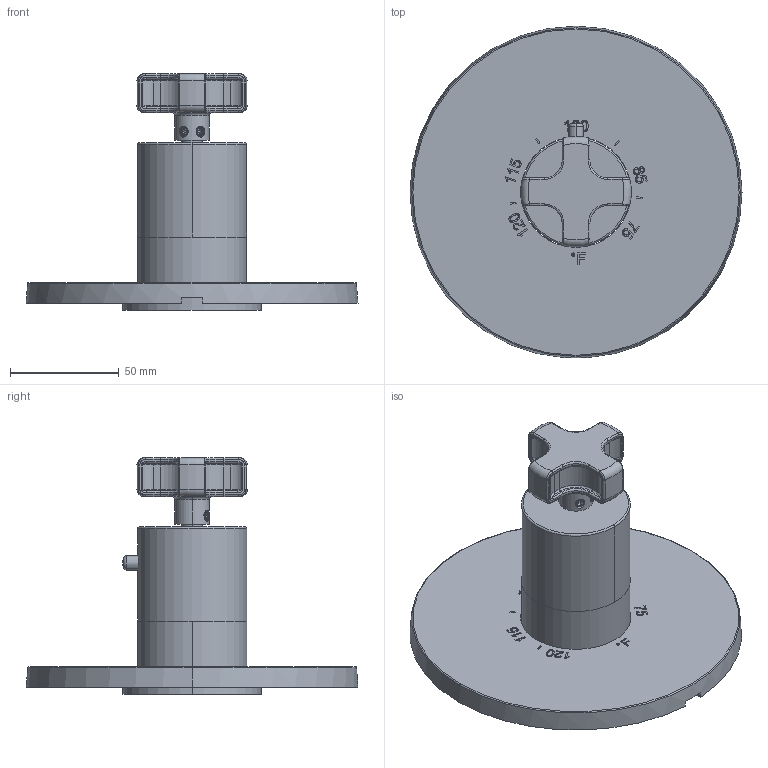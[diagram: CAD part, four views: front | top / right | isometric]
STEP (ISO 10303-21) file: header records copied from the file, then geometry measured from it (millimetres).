
FILE_DESCRIPTION((''),'2;1');
FILE_NAME('3-3284TR_ASM','2019-11-08T15:13:58',('rsmith'),(''),'CREO PARAMETRIC BY PTC INC, 2018400','CREO PARAMETRIC BY PTC INC, 2018400','');
FILE_SCHEMA(('CONFIG_CONTROL_DESIGN'));
Length unit declared in the file: inch
Products named in the file (12): 12120; 11029; 12541; 11555; 92137; 11033; 20-176_ASM; 92113; 13198; 92000; 20-462_ASM; 3-3284TR_ASM
Assembly tree (12 placements, depth 3):
  3-3284TR_ASM
    12120
    11029
    20-176_ASM
      12541
      11555
      92137
      11033
    92113
    20-462_ASM
      13198
      92000  x2
Bounding box: 152.4 x 152.25 x 108.53 mm (x, y, z)
Volume: 95654.2 mm3; surface area: 124904.3 mm2
Topology: 10 solids, 45 shells, 1399 faces, 4163 edges, 2840 vertices
Faces by surface type: cylinder 451, plane 421, extrusion 182, bspline 165, torus 117, cone 47, sphere 12, revolution 4
Entity records: 77239 total; most frequent: CARTESIAN_POINT 43475, ORIENTED_EDGE 7459, DIRECTION 5678, EDGE_CURVE 4042, VERTEX_POINT 2768, AXIS2_PLACEMENT_3D 1947, VECTOR 1780, B_SPLINE_CURVE_WITH_KNOTS 1743
